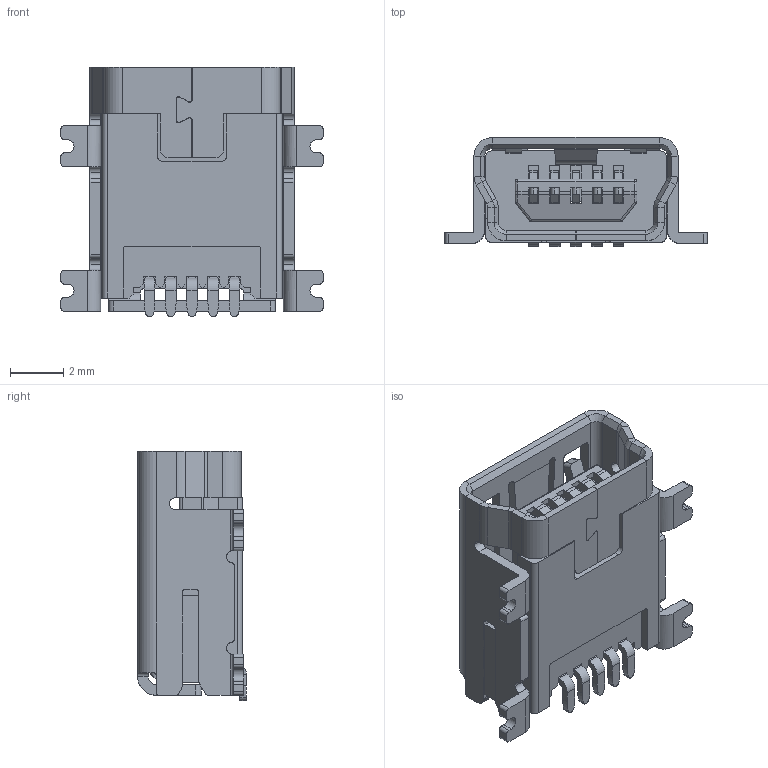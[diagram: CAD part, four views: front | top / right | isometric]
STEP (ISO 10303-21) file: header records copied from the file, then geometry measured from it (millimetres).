
FILE_DESCRIPTION (( 'STEP AP214' ), '1' );
FILE_NAME ('USB2066-05-RBHM-15-STB-00-00-A.STEP', '2021-09-15T21:04:05', ( '' ), ( '' ), 'SwSTEP 2.0', 'SolidWorks 2017', '' );
FILE_SCHEMA (( 'AUTOMOTIVE_DESIGN' ));
Length unit declared in the file: millimetre
Products named in the file (1): USB2066-05-RBHM-15-STB-00-00-A
Bounding box: 9.9 x 4.1 x 9.4 mm (x, y, z)
Volume: 144 mm3; surface area: 718 mm2
Topology: 14 solids, 14 shells, 908 faces, 2364 edges, 1459 vertices
Faces by surface type: plane 600, cylinder 292, cone 8, sphere 6, torus 2
Entity records: 28340 total; most frequent: CARTESIAN_POINT 5126, ORIENTED_EDGE 4720, DIRECTION 4688, EDGE_CURVE 2360, VECTOR 1750, LINE 1750, AXIS2_PLACEMENT_3D 1469, VERTEX_POINT 1459
